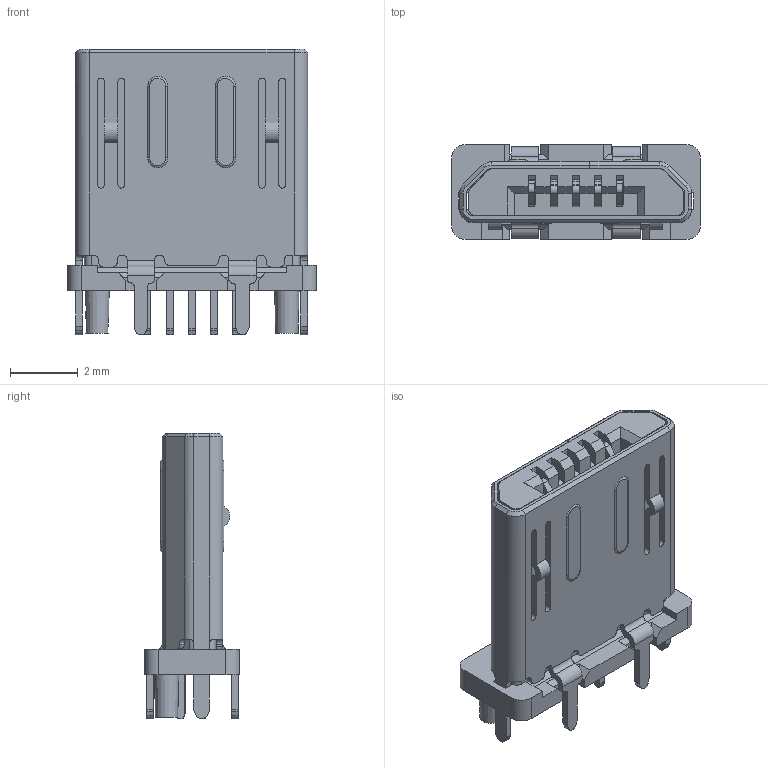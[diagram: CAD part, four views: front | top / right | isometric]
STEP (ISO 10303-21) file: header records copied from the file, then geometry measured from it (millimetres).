
FILE_DESCRIPTION(/* description */ (''),/* implementation_level */ '2;1');
FILE_NAME(/* name */ 'GCT - USB3150-30-130-A.step',/* time_stamp */ '2021-10-30T12:12:08+01:00',/* author */ (''),/* organization */ (''),/* preprocessor_version */ 'ST-DEVELOPER v18.1',/* originating_system */ 'Autodesk Translation Framework v10.10.0.1391',/* authorisation */ '');
FILE_SCHEMA (('AUTOMOTIVE_DESIGN { 1 0 10303 214 3 1 1 }'));
Length unit declared in the file: millimetre
Products named in the file (8): GCT USB3150-30-130-A; Imported1; ÒÆ¶¯Ãæ1; ÒÆ¶¯Ãæ1 (1); ÒÆ¶¯Ãæ1 (2); ÒÆ¶¯Ãæ1 (3); ÒÆ¶¯Ãæ1 (4); Imported1 (1)
Assembly tree (7 placements, depth 2):
  GCT USB3150-30-130-A
    Imported1
    ÒÆ¶¯Ãæ1
    ÒÆ¶¯Ãæ1 (1)
    ÒÆ¶¯Ãæ1 (2)
    ÒÆ¶¯Ãæ1 (3)
    ÒÆ¶¯Ãæ1 (4)
    Imported1 (1)
Bounding box: 7.35 x 2.8 x 8.43 mm (x, y, z)
Volume: 73.8 mm3; surface area: 481.1 mm2
Topology: 7 solids, 7 shells, 758 faces, 2169 edges, 1426 vertices
Faces by surface type: plane 469, cylinder 273, cone 8, torus 8
Full cylindrical faces by diameter (mm): 0.8 x1
Entity records: 25646 total; most frequent: CARTESIAN_POINT 5028, ORIENTED_EDGE 4338, DIRECTION 4252, EDGE_CURVE 2169, LINE 1604, VECTOR 1604, VERTEX_POINT 1426, AXIS2_PLACEMENT_3D 1324
